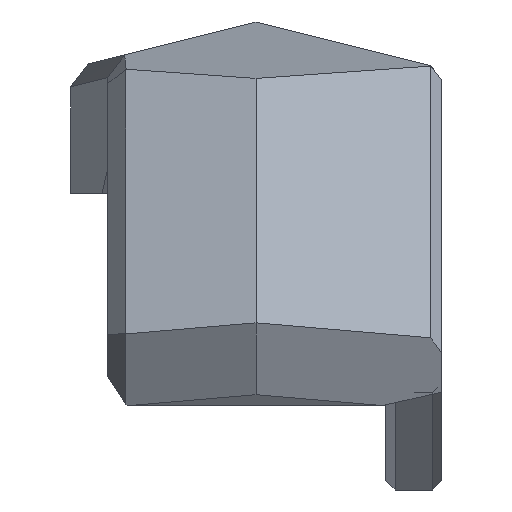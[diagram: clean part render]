
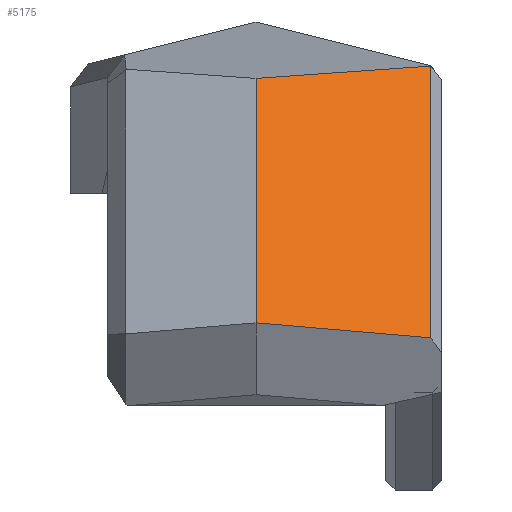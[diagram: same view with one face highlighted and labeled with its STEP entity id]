
A CAD part, left-side view. The second image highlights one B-rep face of the part: STEP entity #5175.
In plain terms, the highlighted planar face has unit normal (-0.912, -0.242, 0.332).
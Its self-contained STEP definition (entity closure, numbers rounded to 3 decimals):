
#447=FACE_OUTER_BOUND('',#742,.T.);
#742=EDGE_LOOP('',(#4640,#4641,#4642,#4643));
#1058=LINE('',#7871,#1697);
#1375=LINE('',#8544,#2014);
#1377=LINE('',#8548,#2016);
#1380=LINE('',#8553,#2019);
#1697=VECTOR('',#6287,10.);
#2014=VECTOR('',#6908,10.);
#2016=VECTOR('',#6912,10.);
#2019=VECTOR('',#6917,10.);
#2279=VERTEX_POINT('',#7868);
#2280=VERTEX_POINT('',#7870);
#2484=VERTEX_POINT('',#8543);
#2485=VERTEX_POINT('',#8547);
#2866=EDGE_CURVE('',#2280,#2279,#1058,.T.);
#3203=EDGE_CURVE('',#2280,#2484,#1375,.T.);
#3205=EDGE_CURVE('',#2484,#2485,#1377,.T.);
#3208=EDGE_CURVE('',#2485,#2279,#1380,.T.);
#4640=ORIENTED_EDGE('',*,*,#3208,.F.);
#4641=ORIENTED_EDGE('',*,*,#3205,.F.);
#4642=ORIENTED_EDGE('',*,*,#3203,.F.);
#4643=ORIENTED_EDGE('',*,*,#2866,.T.);
#4899=PLANE('',#5570);
#5175=ADVANCED_FACE('',(#447),#4899,.T.);
#5570=AXIS2_PLACEMENT_3D('',#8552,#6915,#6916);
#6287=DIRECTION('',(-0.279,0.958,-0.067));
#6908=DIRECTION('',(-0.342,0.,-0.94));
#6912=DIRECTION('',(-0.228,0.97,0.083));
#6915=DIRECTION('center_axis',(-0.912,-0.243,0.332));
#6916=DIRECTION('ref_axis',(0.228,-0.97,-0.083));
#6917=DIRECTION('',(0.342,0.,0.94));
#7868=CARTESIAN_POINT('',(-29.423,-0.25,3.649));
#7870=CARTESIAN_POINT('',(-26.677,-9.668,4.311));
#7871=CARTESIAN_POINT('',(-29.551,0.189,3.618));
#8543=CARTESIAN_POINT('',(-32.011,-9.668,-10.344));
#8544=CARTESIAN_POINT('',(-29.906,-9.668,-4.562));
#8547=CARTESIAN_POINT('',(-34.223,-0.25,-9.538));
#8548=CARTESIAN_POINT('',(-33.393,-3.781,-9.84));
#8552=CARTESIAN_POINT('Origin',(-35.249,-0.25,-12.357));
#8553=CARTESIAN_POINT('',(-35.249,-0.25,-12.357));
